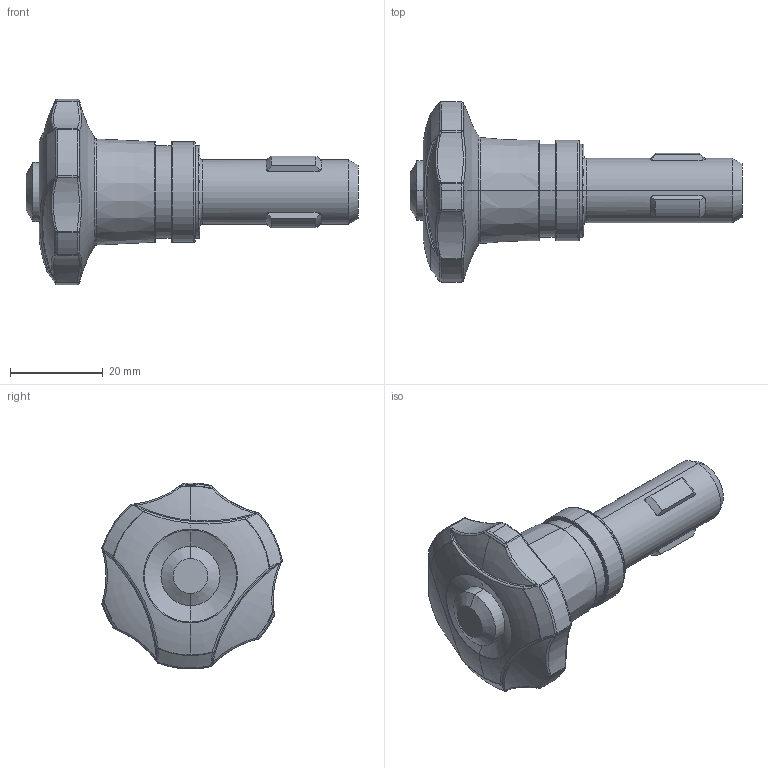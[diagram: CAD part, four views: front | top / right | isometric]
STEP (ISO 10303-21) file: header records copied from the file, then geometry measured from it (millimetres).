
FILE_DESCRIPTION (( 'STEP AP214' ), '1' );
FILE_NAME ('22355.0503.STEP', '2021-05-28T06:29:40', ( '' ), ( '' ), 'SwSTEP 2.0', 'SolidWorks 2019', '' );
FILE_SCHEMA (( 'AUTOMOTIVE_DESIGN' ));
Length unit declared in the file: millimetre
Products named in the file (1): 22355.0503
Bounding box: 71.4 x 38.76 x 40 mm (x, y, z)
Volume: 24872.1 mm3; surface area: 6423.9 mm2
Topology: 1 solids, 2 shells, 228 faces, 485 edges, 267 vertices
Faces by surface type: cylinder 54, sphere 50, torus 47, bspline 42, cone 22, plane 13
Entity records: 10265 total; most frequent: CARTESIAN_POINT 3080, DIRECTION 1017, ORIENTED_EDGE 970, EDGE_CURVE 485, AXIS2_PLACEMENT_3D 478, CIRCLE 291, VERTEX_POINT 267, EDGE_LOOP 236
